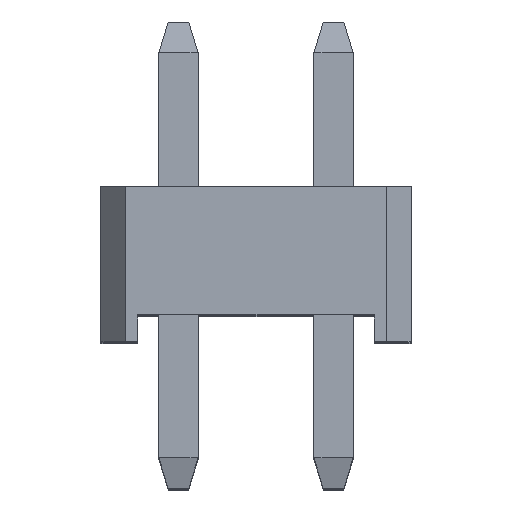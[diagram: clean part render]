
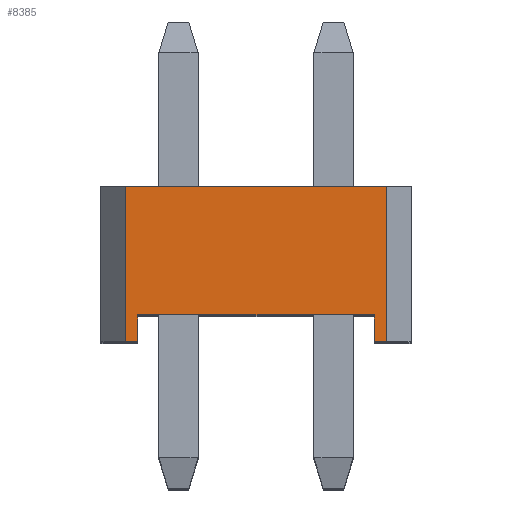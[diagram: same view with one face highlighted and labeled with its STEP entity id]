
A CAD part, top view. The second image highlights one B-rep face of the part: STEP entity #8385.
In plain terms, the highlighted planar face has unit normal (0, 0, 1).
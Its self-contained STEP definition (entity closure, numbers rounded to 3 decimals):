
#19=DIRECTION('',(0.,-1.,0.));
#20=VECTOR('',#19,2.54);
#21=CARTESIAN_POINT('',(4.68,2.54,0.));
#22=LINE('',#21,#20);
#27=DIRECTION('',(1.,0.,0.));
#28=VECTOR('',#27,0.2);
#29=CARTESIAN_POINT('',(4.48,0.,0.));
#30=LINE('',#29,#28);
#104=DIRECTION('',(1.,0.,0.));
#105=VECTOR('',#104,4.28);
#106=CARTESIAN_POINT('',(0.4,2.54,0.));
#107=LINE('',#106,#105);
#209=DIRECTION('',(0.,-1.,0.));
#210=VECTOR('',#209,2.54);
#211=CARTESIAN_POINT('',(0.4,2.54,0.));
#212=LINE('',#211,#210);
#237=DIRECTION('',(1.,0.,0.));
#238=VECTOR('',#237,0.2);
#239=CARTESIAN_POINT('',(0.4,0.,
0.));
#240=LINE('',#239,#238);
#6530=DIRECTION('',(0.,-1.,0.));
#6531=VECTOR('',#6530,0.44);
#6532=CARTESIAN_POINT('',(0.6,0.44,0.));
#6533=LINE('',#6532,#6531);
#6551=DIRECTION('',(1.,0.,0.));
#6552=VECTOR('',#6551,3.88);
#6553=CARTESIAN_POINT('',(0.6,0.44,0.));
#6554=LINE('',#6553,#6552);
#6628=DIRECTION('',(0.,-1.,0.));
#6629=VECTOR('',#6628,0.44);
#6630=CARTESIAN_POINT('',(4.48,0.44,0.));
#6631=LINE('',#6630,#6629);
#7090=CARTESIAN_POINT('',(4.68,2.54,0.));
#7091=CARTESIAN_POINT('',(4.68,0.,0.));
#7092=VERTEX_POINT('',#7090);
#7093=VERTEX_POINT('',#7091);
#7094=CARTESIAN_POINT('',(4.48,0.,0.));
#7095=VERTEX_POINT('',#7094);
#7096=CARTESIAN_POINT('',(4.48,0.44,0.));
#7097=VERTEX_POINT('',#7096);
#7098=CARTESIAN_POINT('',(0.6,0.44,0.));
#7099=VERTEX_POINT('',#7098);
#7100=CARTESIAN_POINT('',(0.6,0.,0.));
#7101=VERTEX_POINT('',#7100);
#7102=CARTESIAN_POINT('',(0.4,0.,
0.));
#7103=VERTEX_POINT('',#7102);
#7104=CARTESIAN_POINT('',(0.4,2.54,0.));
#7105=VERTEX_POINT('',#7104);
#8362=CARTESIAN_POINT('',(2.54,1.27,0.));
#8363=DIRECTION('',(0.,0.,1.));
#8364=DIRECTION('',(1.,0.,0.));
#8365=AXIS2_PLACEMENT_3D('',#8362,#8363,#8364);
#8366=PLANE('',#8365);
#8368=ORIENTED_EDGE('',*,*,#8367,.T.);
#8370=ORIENTED_EDGE('',*,*,#8369,.F.);
#8372=ORIENTED_EDGE('',*,*,#8371,.F.);
#8374=ORIENTED_EDGE('',*,*,#8373,.F.);
#8376=ORIENTED_EDGE('',*,*,#8375,.T.);
#8378=ORIENTED_EDGE('',*,*,#8377,.F.);
#8380=ORIENTED_EDGE('',*,*,#8379,.F.);
#8382=ORIENTED_EDGE('',*,*,#8381,.T.);
#8383=EDGE_LOOP('',(#8368,#8370,#8372,#8374,#8376,#8378,#8380,#8382));
#8384=FACE_OUTER_BOUND('',#8383,.F.);
#8367=EDGE_CURVE('',#7092,#7093,#22,.T.);
#8369=EDGE_CURVE('',#7095,#7093,#30,.T.);
#8371=EDGE_CURVE('',#7097,#7095,#6631,.T.);
#8373=EDGE_CURVE('',#7099,#7097,#6554,.T.);
#8375=EDGE_CURVE('',#7099,#7101,#6533,.T.);
#8377=EDGE_CURVE('',#7103,#7101,#240,.T.);
#8379=EDGE_CURVE('',#7105,#7103,#212,.T.);
#8381=EDGE_CURVE('',#7105,#7092,#107,.T.);
#8385=ADVANCED_FACE('',(#8384),#8366,.T.);
